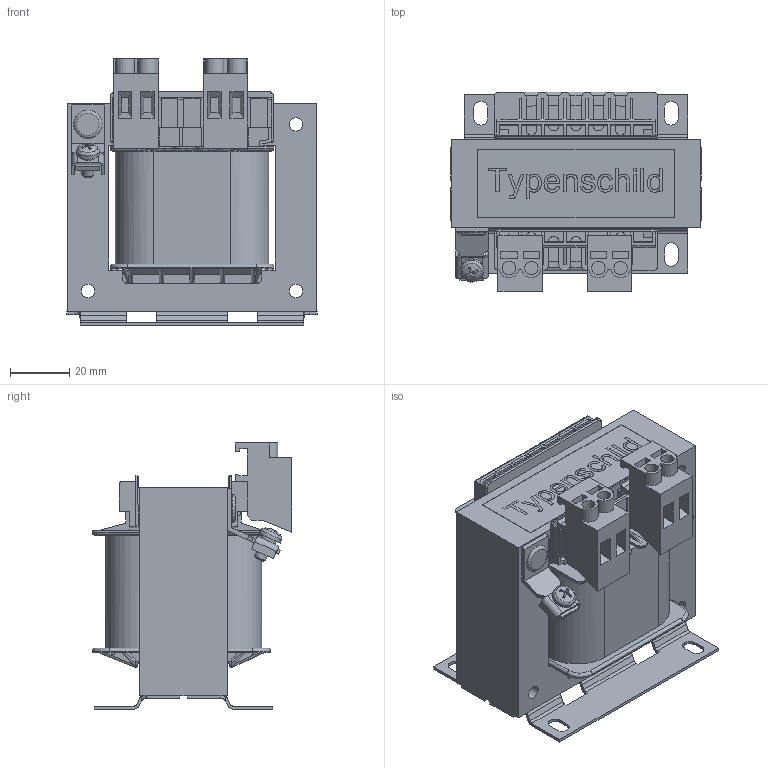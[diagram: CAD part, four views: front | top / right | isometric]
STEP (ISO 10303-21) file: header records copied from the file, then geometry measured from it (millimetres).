
FILE_DESCRIPTION(/* description */ (''),/* implementation_level */ '2;1');
FILE_NAME(/* name */ 'STEN_STEZ0.063.stp',/* time_stamp */ '2020-05-07T13:19:18+02:00',/* author */ ('TrapT'),/* organization */ (''),/* preprocessor_version */ 'ST-DEVELOPER v17.2',/* originating_system */ 'Autodesk Inventor 2019',/* authorisation */ '');
FILE_SCHEMA (('AUTOMOTIVE_DESIGN { 1 0 10303 214 3 1 1 }'));
Length unit declared in the file: millimetre
Products named in the file (1): Bauteil1
Bounding box: 84.3 x 67.2 x 89.5 mm (x, y, z)
Volume: 231875.7 mm3; surface area: 61814.7 mm2
Topology: 1 solids, 1 shells, 980 faces, 2812 edges, 1826 vertices
Faces by surface type: plane 661, cylinder 183, bspline 96, torus 28, cone 11, sphere 1
Full cylindrical faces by diameter (mm): 4 x1, 4.5 x8, 5 x1, 9.5 x1
Entity records: 34741 total; most frequent: CARTESIAN_POINT 8224, ORIENTED_EDGE 5622, DIRECTION 4874, EDGE_CURVE 2811, LINE 2078, VECTOR 2078, VERTEX_POINT 1826, AXIS2_PLACEMENT_3D 1398
